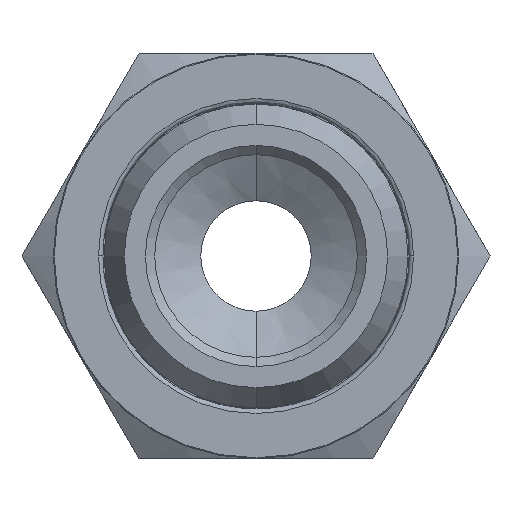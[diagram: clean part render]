
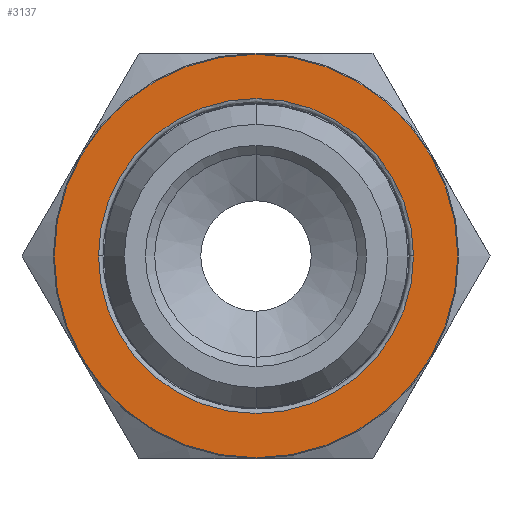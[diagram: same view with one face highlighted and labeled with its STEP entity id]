
A CAD part, front view. The second image highlights one B-rep face of the part: STEP entity #3137.
In plain terms, the highlighted planar face has unit normal (0, -1, 0).
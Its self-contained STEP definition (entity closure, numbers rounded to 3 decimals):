
#1139 = FACE_BOUND ( 'NONE', #1356, .T. ) ;
#1143 = FACE_OUTER_BOUND ( 'NONE', #1355, .T. ) ;
#1355 = EDGE_LOOP ( 'NONE', ( #2529, #2530 ) ) ;
#1356 = EDGE_LOOP ( 'NONE', ( #2527, #2528 ) ) ;
#1416 = CIRCLE ( 'NONE', #2021, 8.55 ) ;
#1564 = CIRCLE ( 'NONE', #3318, 10.95 ) ;
#1567 = CIRCLE ( 'NONE', #3320, 8.55 ) ;
#1572 = CIRCLE ( 'NONE', #3321, 10.95 ) ;
#1723 = PLANE ( 'NONE',  #3462 ) ;
#1730 = CARTESIAN_POINT ( 'NONE',  ( 0., 9.4, 0. ) ) ;
#1731 = DIRECTION ( 'NONE',  ( 0., -1., 0. ) ) ;
#1732 = DIRECTION ( 'NONE',  ( 1., 0., 0. ) ) ;
#1838 = EDGE_CURVE ( 'NONE', #2463, #2438, #1416, .T. ) ;
#1977 = EDGE_CURVE ( 'NONE', #2418, #2410, #1564, .T. ) ;
#1981 = EDGE_CURVE ( 'NONE', #2438, #2463, #1567, .T. ) ;
#1982 = EDGE_CURVE ( 'NONE', #2410, #2418, #1572, .T. ) ;
#2021 = AXIS2_PLACEMENT_3D ( 'NONE', #3233, #3234, #3235 ) ;
#2038 = CARTESIAN_POINT ( 'NONE',  ( -10.95, 9.4, 0. ) ) ;
#2039 = CARTESIAN_POINT ( 'NONE',  ( 10.95, 9.4, 0. ) ) ;
#2064 = CARTESIAN_POINT ( 'NONE',  ( 8.55, 9.4, 0. ) ) ;
#2089 = CARTESIAN_POINT ( 'NONE',  ( -8.55, 9.4, 0. ) ) ;
#2410 = VERTEX_POINT ( 'NONE', #2038 ) ;
#2418 = VERTEX_POINT ( 'NONE', #2039 ) ;
#2438 = VERTEX_POINT ( 'NONE', #2064 ) ;
#2463 = VERTEX_POINT ( 'NONE', #2089 ) ;
#2527 = ORIENTED_EDGE ( 'NONE', *, *, #1981, .T. ) ;
#2528 = ORIENTED_EDGE ( 'NONE', *, *, #1838, .T. ) ;
#2529 = ORIENTED_EDGE ( 'NONE', *, *, #1982, .T. ) ;
#2530 = ORIENTED_EDGE ( 'NONE', *, *, #1977, .T. ) ;
#2798 = CARTESIAN_POINT ( 'NONE',  ( 0., 9.4, 0. ) ) ;
#2799 = DIRECTION ( 'NONE',  ( 0., 1., 0. ) ) ;
#2800 = DIRECTION ( 'NONE',  ( 1., 0., 0. ) ) ;
#2801 = CARTESIAN_POINT ( 'NONE',  ( 0., 9.4, 0. ) ) ;
#2802 = DIRECTION ( 'NONE',  ( 0., -1., 0. ) ) ;
#2803 = DIRECTION ( 'NONE',  ( 1., 0., 0. ) ) ;
#3009 = CARTESIAN_POINT ( 'NONE',  ( 0., 9.4, 0. ) ) ;
#3010 = DIRECTION ( 'NONE',  ( 0., -1., 0. ) ) ;
#3011 = DIRECTION ( 'NONE',  ( 1., 0., 0. ) ) ;
#3137 = ADVANCED_FACE ( 'NONE', ( #1139, #1143 ), #1723, .T. ) ;
#3233 = CARTESIAN_POINT ( 'NONE',  ( 0., 9.4, 0. ) ) ;
#3234 = DIRECTION ( 'NONE',  ( 0., 1., 0. ) ) ;
#3235 = DIRECTION ( 'NONE',  ( 1., 0., 0. ) ) ;
#3318 = AXIS2_PLACEMENT_3D ( 'NONE', #3009, #3010, #3011 ) ;
#3320 = AXIS2_PLACEMENT_3D ( 'NONE', #2798, #2799, #2800 ) ;
#3321 = AXIS2_PLACEMENT_3D ( 'NONE', #2801, #2802, #2803 ) ;
#3462 = AXIS2_PLACEMENT_3D ( 'NONE', #1730, #1731, #1732 ) ;
